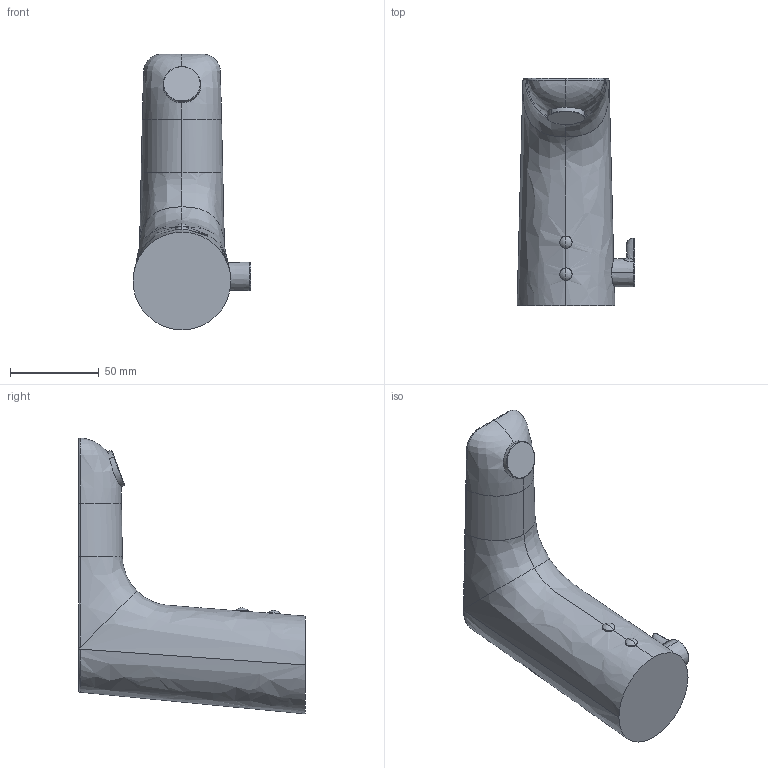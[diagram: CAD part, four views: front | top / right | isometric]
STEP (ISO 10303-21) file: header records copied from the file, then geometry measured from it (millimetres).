
FILE_DESCRIPTION (( 'STEP AP203' ), '1' );
FILE_NAME ('6151FZ(2019)+6121FZ(2020)+06142209+06152219.STEP', '2020-01-31T10:07:05', ( '' ), ( '' ), 'SwSTEP 2.0', 'SolidWorks 2016', '' );
FILE_SCHEMA (( 'CONFIG_CONTROL_DESIGN' ));
Length unit declared in the file: millimetre
Products named in the file (1): 6151FZ(2019)+6121FZ(2020)+06142209+06152219
Bounding box: 66.3 x 127.6 x 155.17 mm (x, y, z)
Volume: 371708.9 mm3; surface area: 37216.7 mm2
Topology: 1 solids, 1 shells, 54 faces, 146 edges, 95 vertices
Faces by surface type: bspline 28, sphere 7, cone 6, torus 5, cylinder 5, plane 3
Entity records: 11221 total; most frequent: CARTESIAN_POINT 10021, ORIENTED_EDGE 292, DIRECTION 152, EDGE_CURVE 146, VERTEX_POINT 95, B_SPLINE_CURVE_WITH_KNOTS 86, AXIS2_PLACEMENT_3D 66, EDGE_LOOP 55
